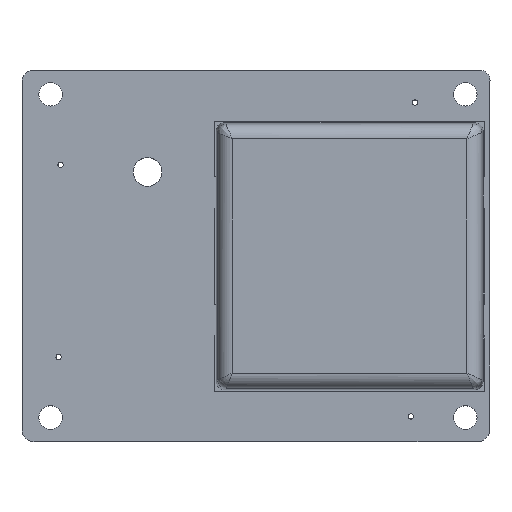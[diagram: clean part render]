
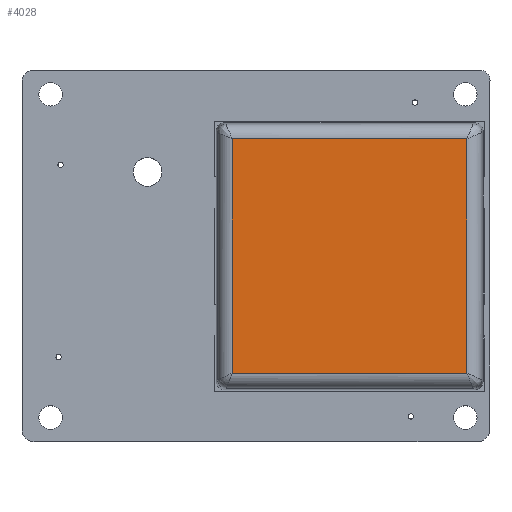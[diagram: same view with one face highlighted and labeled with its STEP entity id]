
A CAD part, top view. The second image highlights one B-rep face of the part: STEP entity #4028.
In plain terms, the highlighted face is planar.
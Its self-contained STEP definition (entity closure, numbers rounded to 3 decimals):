
#3718 = CYLINDRICAL_SURFACE('',#3719,1.4);
#3719 = AXIS2_PLACEMENT_3D('',#3720,#3721,#3722);
#3720 = CARTESIAN_POINT('',(0.,7.8,11.014));
#3721 = DIRECTION('',(-1.,0.,0.));
#3722 = DIRECTION('',(0.,0.,1.));
#3794 = CYLINDRICAL_SURFACE('',#3795,1.4);
#3795 = AXIS2_PLACEMENT_3D('',#3796,#3797,#3798);
#3796 = CARTESIAN_POINT('',(11.014,7.8,0.));
#3797 = DIRECTION('',(0.,0.,1.));
#3798 = DIRECTION('',(1.,0.,0.));
#3896 = CYLINDRICAL_SURFACE('',#3897,1.4);
#3897 = AXIS2_PLACEMENT_3D('',#3898,#3899,#3900);
#3898 = CARTESIAN_POINT('',(0.,7.8,-11.014));
#3899 = DIRECTION('',(1.,0.,0.));
#3900 = DIRECTION('',(0.,0.,-1.));
#3972 = CYLINDRICAL_SURFACE('',#3973,1.4);
#3973 = AXIS2_PLACEMENT_3D('',#3974,#3975,#3976);
#3974 = CARTESIAN_POINT('',(-11.014,7.8,0.));
#3975 = DIRECTION('',(0.,0.,-1.));
#3976 = DIRECTION('',(-1.,0.,0.));
#4028 = ADVANCED_FACE('',(#4029),#4043,.F.);
#4029 = FACE_BOUND('',#4030,.F.);
#4030 = EDGE_LOOP('',(#4031,#4061,#4084,#4107));
#4031 = ORIENTED_EDGE('',*,*,#4032,.F.);
#4032 = EDGE_CURVE('',#4033,#4035,#4037,.T.);
#4033 = VERTEX_POINT('',#4034);
#4034 = CARTESIAN_POINT('',(-11.014,9.2,11.014));
#4035 = VERTEX_POINT('',#4036);
#4036 = CARTESIAN_POINT('',(11.014,9.2,11.014));
#4037 = SURFACE_CURVE('',#4038,(#4042,#4054),.PCURVE_S1.);
#4038 = LINE('',#4039,#4040);
#4039 = CARTESIAN_POINT('',(0.,9.2,11.014));
#4040 = VECTOR('',#4041,1.);
#4041 = DIRECTION('',(1.,-0.,-0.));
#4042 = PCURVE('',#4043,#4048);
#4043 = PLANE('',#4044);
#4044 = AXIS2_PLACEMENT_3D('',#4045,#4046,#4047);
#4045 = CARTESIAN_POINT('',(0.,9.2,0.));
#4046 = DIRECTION('',(0.,-1.,0.));
#4047 = DIRECTION('',(0.,-0.,-1.));
#4048 = DEFINITIONAL_REPRESENTATION('',(#4049),#4053);
#4049 = LINE('',#4050,#4051);
#4050 = CARTESIAN_POINT('',(-11.014,0.));
#4051 = VECTOR('',#4052,1.);
#4052 = DIRECTION('',(0.,1.));
#4053 = ( GEOMETRIC_REPRESENTATION_CONTEXT(2) 
PARAMETRIC_REPRESENTATION_CONTEXT() REPRESENTATION_CONTEXT('2D SPACE',''
  ) );
#4054 = PCURVE('',#3718,#4055);
#4055 = DEFINITIONAL_REPRESENTATION('',(#4056),#4060);
#4056 = LINE('',#4057,#4058);
#4057 = CARTESIAN_POINT('',(1.571,0.));
#4058 = VECTOR('',#4059,1.);
#4059 = DIRECTION('',(0.,-1.));
#4060 = ( GEOMETRIC_REPRESENTATION_CONTEXT(2) 
PARAMETRIC_REPRESENTATION_CONTEXT() REPRESENTATION_CONTEXT('2D SPACE',''
  ) );
#4061 = ORIENTED_EDGE('',*,*,#4062,.F.);
#4062 = EDGE_CURVE('',#4063,#4033,#4065,.T.);
#4063 = VERTEX_POINT('',#4064);
#4064 = CARTESIAN_POINT('',(-11.014,9.2,-11.014));
#4065 = SURFACE_CURVE('',#4066,(#4070,#4077),.PCURVE_S1.);
#4066 = LINE('',#4067,#4068);
#4067 = CARTESIAN_POINT('',(-11.014,9.2,0.));
#4068 = VECTOR('',#4069,1.);
#4069 = DIRECTION('',(0.,-0.,1.));
#4070 = PCURVE('',#4043,#4071);
#4071 = DEFINITIONAL_REPRESENTATION('',(#4072),#4076);
#4072 = LINE('',#4073,#4074);
#4073 = CARTESIAN_POINT('',(0.,-11.014));
#4074 = VECTOR('',#4075,1.);
#4075 = DIRECTION('',(-1.,0.));
#4076 = ( GEOMETRIC_REPRESENTATION_CONTEXT(2) 
PARAMETRIC_REPRESENTATION_CONTEXT() REPRESENTATION_CONTEXT('2D SPACE',''
  ) );
#4077 = PCURVE('',#3972,#4078);
#4078 = DEFINITIONAL_REPRESENTATION('',(#4079),#4083);
#4079 = LINE('',#4080,#4081);
#4080 = CARTESIAN_POINT('',(1.571,0.));
#4081 = VECTOR('',#4082,1.);
#4082 = DIRECTION('',(0.,-1.));
#4083 = ( GEOMETRIC_REPRESENTATION_CONTEXT(2) 
PARAMETRIC_REPRESENTATION_CONTEXT() REPRESENTATION_CONTEXT('2D SPACE',''
  ) );
#4084 = ORIENTED_EDGE('',*,*,#4085,.F.);
#4085 = EDGE_CURVE('',#4086,#4063,#4088,.T.);
#4086 = VERTEX_POINT('',#4087);
#4087 = CARTESIAN_POINT('',(11.014,9.2,-11.014));
#4088 = SURFACE_CURVE('',#4089,(#4093,#4100),.PCURVE_S1.);
#4089 = LINE('',#4090,#4091);
#4090 = CARTESIAN_POINT('',(0.,9.2,-11.014));
#4091 = VECTOR('',#4092,1.);
#4092 = DIRECTION('',(-1.,-0.,-0.));
#4093 = PCURVE('',#4043,#4094);
#4094 = DEFINITIONAL_REPRESENTATION('',(#4095),#4099);
#4095 = LINE('',#4096,#4097);
#4096 = CARTESIAN_POINT('',(11.014,0.));
#4097 = VECTOR('',#4098,1.);
#4098 = DIRECTION('',(0.,-1.));
#4099 = ( GEOMETRIC_REPRESENTATION_CONTEXT(2) 
PARAMETRIC_REPRESENTATION_CONTEXT() REPRESENTATION_CONTEXT('2D SPACE',''
  ) );
#4100 = PCURVE('',#3896,#4101);
#4101 = DEFINITIONAL_REPRESENTATION('',(#4102),#4106);
#4102 = LINE('',#4103,#4104);
#4103 = CARTESIAN_POINT('',(1.571,0.));
#4104 = VECTOR('',#4105,1.);
#4105 = DIRECTION('',(0.,-1.));
#4106 = ( GEOMETRIC_REPRESENTATION_CONTEXT(2) 
PARAMETRIC_REPRESENTATION_CONTEXT() REPRESENTATION_CONTEXT('2D SPACE',''
  ) );
#4107 = ORIENTED_EDGE('',*,*,#4108,.F.);
#4108 = EDGE_CURVE('',#4035,#4086,#4109,.T.);
#4109 = SURFACE_CURVE('',#4110,(#4114,#4121),.PCURVE_S1.);
#4110 = LINE('',#4111,#4112);
#4111 = CARTESIAN_POINT('',(11.014,9.2,0.));
#4112 = VECTOR('',#4113,1.);
#4113 = DIRECTION('',(0.,-0.,-1.));
#4114 = PCURVE('',#4043,#4115);
#4115 = DEFINITIONAL_REPRESENTATION('',(#4116),#4120);
#4116 = LINE('',#4117,#4118);
#4117 = CARTESIAN_POINT('',(0.,11.014));
#4118 = VECTOR('',#4119,1.);
#4119 = DIRECTION('',(1.,0.));
#4120 = ( GEOMETRIC_REPRESENTATION_CONTEXT(2) 
PARAMETRIC_REPRESENTATION_CONTEXT() REPRESENTATION_CONTEXT('2D SPACE',''
  ) );
#4121 = PCURVE('',#3794,#4122);
#4122 = DEFINITIONAL_REPRESENTATION('',(#4123),#4127);
#4123 = LINE('',#4124,#4125);
#4124 = CARTESIAN_POINT('',(1.571,0.));
#4125 = VECTOR('',#4126,1.);
#4126 = DIRECTION('',(0.,-1.));
#4127 = ( GEOMETRIC_REPRESENTATION_CONTEXT(2) 
PARAMETRIC_REPRESENTATION_CONTEXT() REPRESENTATION_CONTEXT('2D SPACE',''
  ) );
